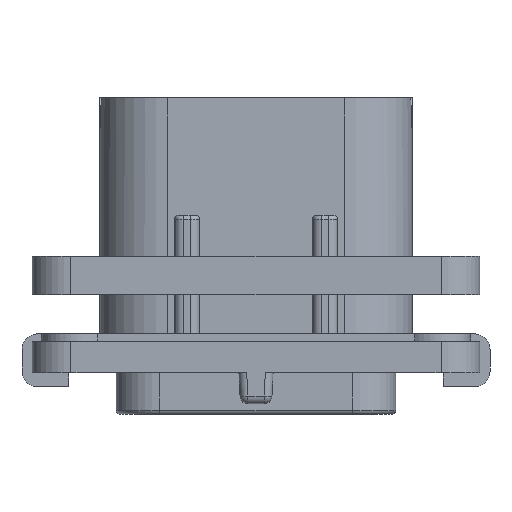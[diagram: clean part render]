
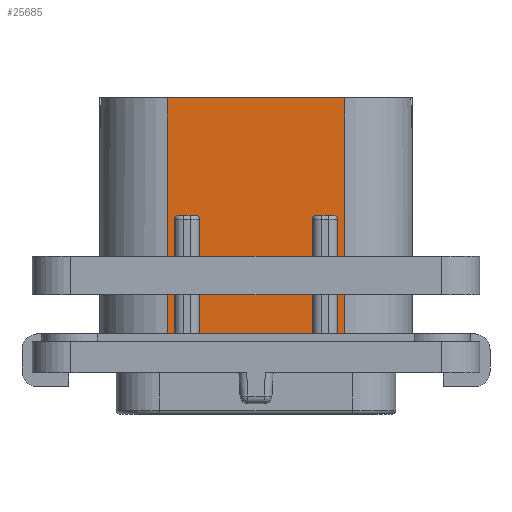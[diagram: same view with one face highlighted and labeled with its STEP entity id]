
A CAD part, front view. The second image highlights one B-rep face of the part: STEP entity #25685.
In plain terms, the highlighted planar face has unit normal (0, -1, 0).
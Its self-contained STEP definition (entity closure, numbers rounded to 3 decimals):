
#1176=DIRECTION('',(1.,0.,0.));
#1177=VECTOR('',#1176,11.4);
#1178=CARTESIAN_POINT('',(-5.7,-9.,17.67));
#1179=LINE('',#1178,#1177);
#5114=DIRECTION('',(1.,0.,0.));
#5115=VECTOR('',#5114,0.45);
#5116=CARTESIAN_POINT('',(-5.7,-9.,2.));
#5117=LINE('',#5116,#5115);
#5126=CARTESIAN_POINT('',(-5.,-9.,9.87));
#5127=DIRECTION('',(0.,1.,0.));
#5128=DIRECTION('',(-1.,0.,0.));
#5129=AXIS2_PLACEMENT_3D('',#5126,#5127,#5128);
#5158=CARTESIAN_POINT('',(-3.9,-9.,9.87));
#5159=DIRECTION('',(0.,1.,0.));
#5160=DIRECTION('',(0.,0.,1.));
#5161=AXIS2_PLACEMENT_3D('',#5158,#5159,#5160);
#5171=DIRECTION('',(0.,0.,1.));
#5172=VECTOR('',#5171,7.87);
#5173=CARTESIAN_POINT('',(5.25,-9.,2.));
#5174=LINE('',#5173,#5172);
#5175=DIRECTION('',(1.,0.,0.));
#5176=VECTOR('',#5175,1.1);
#5177=CARTESIAN_POINT('',(3.9,-9.,10.12));
#5178=LINE('',#5177,#5176);
#5179=DIRECTION('',(0.,0.,1.));
#5180=VECTOR('',#5179,7.87);
#5181=CARTESIAN_POINT('',(3.65,-9.,2.));
#5182=LINE('',#5181,#5180);
#5183=DIRECTION('',(0.,0.,1.));
#5184=VECTOR('',#5183,7.87);
#5185=CARTESIAN_POINT('',(-3.65,-9.,2.));
#5186=LINE('',#5185,#5184);
#5187=DIRECTION('',(1.,0.,0.));
#5188=VECTOR('',#5187,1.1);
#5189=CARTESIAN_POINT('',(-5.,-9.,10.12));
#5190=LINE('',#5189,#5188);
#5191=DIRECTION('',(0.,0.,1.));
#5192=VECTOR('',#5191,7.87);
#5193=CARTESIAN_POINT('',(-5.25,-9.,2.));
#5194=LINE('',#5193,#5192);
#5195=DIRECTION('',(0.,0.,-1.));
#5196=VECTOR('',#5195,15.67);
#5197=CARTESIAN_POINT('',(-5.7,-9.,17.67));
#5198=LINE('',#5197,#5196);
#5199=DIRECTION('',(0.,0.,-1.));
#5200=VECTOR('',#5199,15.67);
#5201=CARTESIAN_POINT('',(5.7,-9.,17.67));
#5202=LINE('',#5201,#5200);
#5216=CARTESIAN_POINT('',(5.,-9.,9.87));
#5217=DIRECTION('',(0.,1.,0.));
#5218=DIRECTION('',(0.,0.,1.));
#5219=AXIS2_PLACEMENT_3D('',#5216,#5217,#5218);
#5258=CARTESIAN_POINT('',(3.9,-9.,9.87));
#5259=DIRECTION('',(0.,1.,0.));
#5260=DIRECTION('',(-1.,0.,0.));
#5261=AXIS2_PLACEMENT_3D('',#5258,#5259,#5260);
#5349=DIRECTION('',(1.,0.,0.));
#5350=VECTOR('',#5349,0.45);
#5351=CARTESIAN_POINT('',(5.25,-9.,2.));
#5352=LINE('',#5351,#5350);
#9012=DIRECTION('',(1.,0.,0.));
#9013=VECTOR('',#9012,7.3);
#9014=CARTESIAN_POINT('',(-3.65,-9.,2.));
#9015=LINE('',#9014,#9013);
#15955=CARTESIAN_POINT('',(-5.7,-9.,17.67));
#15956=CARTESIAN_POINT('',(-5.7,-9.,2.));
#15957=VERTEX_POINT('',#15955);
#15958=VERTEX_POINT('',#15956);
#15959=CARTESIAN_POINT('',(5.7,-9.,17.67));
#15960=CARTESIAN_POINT('',(5.7,-9.,2.));
#15961=VERTEX_POINT('',#15959);
#15962=VERTEX_POINT('',#15960);
#16113=CARTESIAN_POINT('',(-5.25,-9.,2.));
#16114=VERTEX_POINT('',#16113);
#16115=CARTESIAN_POINT('',(-3.65,-9.,2.));
#16116=CARTESIAN_POINT('',(3.65,-9.,2.));
#16117=VERTEX_POINT('',#16115);
#16118=VERTEX_POINT('',#16116);
#16119=CARTESIAN_POINT('',(5.25,-9.,2.));
#16120=VERTEX_POINT('',#16119);
#18572=CARTESIAN_POINT('',(-3.65,-9.,9.87));
#18574=VERTEX_POINT('',#18572);
#18576=CARTESIAN_POINT('',(-3.9,-9.,10.12));
#18578=VERTEX_POINT('',#18576);
#18599=CARTESIAN_POINT('',(-5.,-9.,10.12));
#18600=VERTEX_POINT('',#18599);
#18601=CARTESIAN_POINT('',(-5.25,-9.,9.87));
#18602=VERTEX_POINT('',#18601);
#18604=CARTESIAN_POINT('',(5.25,-9.,9.87));
#18606=VERTEX_POINT('',#18604);
#18608=CARTESIAN_POINT('',(5.,-9.,10.12));
#18610=VERTEX_POINT('',#18608);
#18611=CARTESIAN_POINT('',(3.9,-9.,10.12));
#18613=VERTEX_POINT('',#18611);
#18615=CARTESIAN_POINT('',(3.65,-9.,9.87));
#18617=VERTEX_POINT('',#18615);
#25655=CARTESIAN_POINT('',(-10.05,-9.,2.));
#25656=DIRECTION('',(0.,-1.,0.));
#25657=DIRECTION('',(1.,0.,0.));
#25658=AXIS2_PLACEMENT_3D('',#25655,#25656,#25657);
#25659=PLANE('',#25658);
#25661=ORIENTED_EDGE('',*,*,#25660,.T.);
#25663=ORIENTED_EDGE('',*,*,#25662,.F.);
#25665=ORIENTED_EDGE('',*,*,#25664,.F.);
#25667=ORIENTED_EDGE('',*,*,#25666,.F.);
#25669=ORIENTED_EDGE('',*,*,#25668,.F.);
#25671=ORIENTED_EDGE('',*,*,#25670,.F.);
#25672=ORIENTED_EDGE('',*,*,#25646,.T.);
#25673=ORIENTED_EDGE('',*,*,#25635,.F.);
#25674=ORIENTED_EDGE('',*,*,#25620,.F.);
#25675=ORIENTED_EDGE('',*,*,#25601,.F.);
#25676=ORIENTED_EDGE('',*,*,#25586,.F.);
#25677=ORIENTED_EDGE('',*,*,#25571,.F.);
#25678=ORIENTED_EDGE('',*,*,#20012,.F.);
#25679=ORIENTED_EDGE('',*,*,#20197,.T.);
#25680=ORIENTED_EDGE('',*,*,#20453,.T.);
#25682=ORIENTED_EDGE('',*,*,#25681,.F.);
#25683=EDGE_LOOP('',(#25661,#25663,#25665,#25667,#25669,#25671,#25672,#25673,
#25674,#25675,#25676,#25677,#25678,#25679,#25680,#25682));
#25684=FACE_OUTER_BOUND('',#25683,.F.);
#25685=ADVANCED_FACE('',(#25684),#25659,.T.);
#5130=CIRCLE('',#5129,0.25);
#5162=CIRCLE('',#5161,0.25);
#5220=CIRCLE('',#5219,0.25);
#5262=CIRCLE('',#5261,0.25);
#20012=EDGE_CURVE('',#15957,#15958,#5198,.T.);
#20197=EDGE_CURVE('',#15957,#15961,#1179,.T.);
#20453=EDGE_CURVE('',#15961,#15962,#5202,.T.);
#25571=EDGE_CURVE('',#15958,#16114,#5117,.T.);
#25586=EDGE_CURVE('',#16114,#18602,#5194,.T.);
#25601=EDGE_CURVE('',#18602,#18600,#5130,.T.);
#25620=EDGE_CURVE('',#18600,#18578,#5190,.T.);
#25635=EDGE_CURVE('',#18578,#18574,#5162,.T.);
#25646=EDGE_CURVE('',#16117,#18574,#5186,.T.);
#25660=EDGE_CURVE('',#16120,#18606,#5174,.T.);
#25662=EDGE_CURVE('',#18610,#18606,#5220,.T.);
#25664=EDGE_CURVE('',#18613,#18610,#5178,.T.);
#25666=EDGE_CURVE('',#18617,#18613,#5262,.T.);
#25668=EDGE_CURVE('',#16118,#18617,#5182,.T.);
#25670=EDGE_CURVE('',#16117,#16118,#9015,.T.);
#25681=EDGE_CURVE('',#16120,#15962,#5352,.T.);
